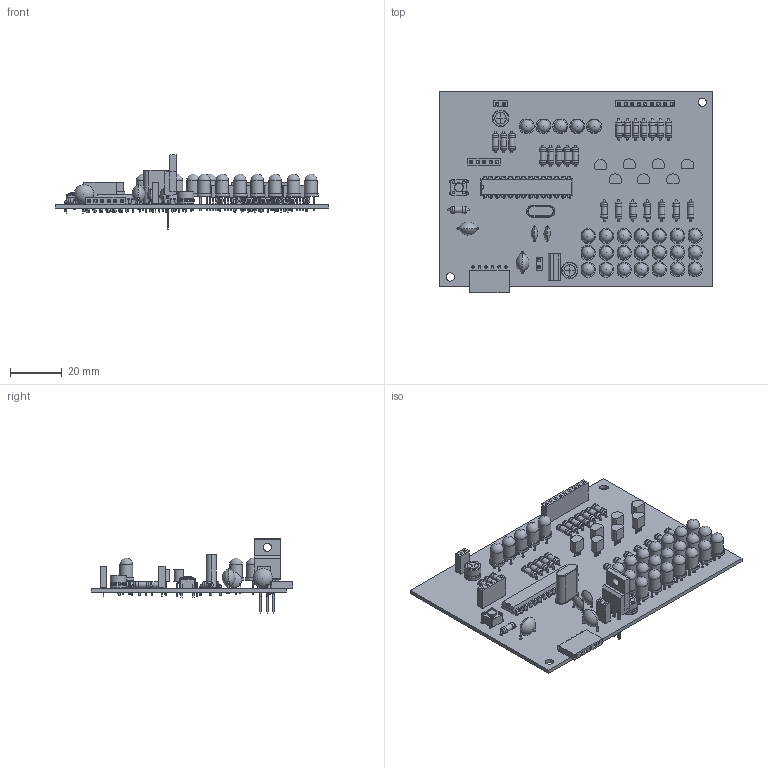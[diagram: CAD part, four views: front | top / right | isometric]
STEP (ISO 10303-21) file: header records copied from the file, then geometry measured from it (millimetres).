
FILE_DESCRIPTION(('KiCad electronic assembly'),'2;1');
FILE_NAME('Test_3.step','2025-06-22T21:24:44',('Pcbnew'),('Kicad'), 'Open CASCADE STEP processor 7.8','KiCad to STEP converter','Unknown' );
FILE_SCHEMA(('AUTOMOTIVE_DESIGN { 1 0 10303 214 1 1 1 1 }'));
Length unit declared in the file: millimetre
Products named in the file (16): Test_3 1; R_Axial_DIN0207_L6.3mm_D2.5mm_P7.62mm_Horizontal; TO-92_Inline; PinSocket_1x02_P2.54mm_Vertical; PinSocket_1x06_P2.54mm_Horizontal; LED_D5.0mm; C_Radial_D6.3mm_H5.0mm_P2.50mm; C_Disc_D7.5mm_W5.0mm_P7.50mm; TO-220F-3_Vertical; C_Disc_D6.0mm_W2.5mm_P5.00mm; Crystal_HC49-U_Vertical; PinSocket_1x05_P2.54mm_Vertical; SW_PUSH_6mm; DIP-28_W7.62mm; PinSocket_1x09_P2.54mm_Vertical; Test_3_PCB
Assembly tree (72 placements, depth 2):
  Test_3 1
    R_Axial_DIN0207_L6.3mm_D2.5mm_P7.62mm_Horizontal  x23
    TO-92_Inline  x7
    PinSocket_1x02_P2.54mm_Vertical  x2
    PinSocket_1x06_P2.54mm_Horizontal
    LED_D5.0mm  x26
    C_Radial_D6.3mm_H5.0mm_P2.50mm  x2
    C_Disc_D7.5mm_W5.0mm_P7.50mm  x2
    TO-220F-3_Vertical
    C_Disc_D6.0mm_W2.5mm_P5.00mm  x2
    Crystal_HC49-U_Vertical
    PinSocket_1x05_P2.54mm_Vertical
    SW_PUSH_6mm
    DIP-28_W7.62mm
    PinSocket_1x09_P2.54mm_Vertical
    Test_3_PCB
Bounding box: 105.7 x 77.91 x 28.85 mm (x, y, z)
Volume: 20920.6 mm3; surface area: 29754.8 mm2
Topology: 72 solids, 74 shells, 2567 faces, 6204 edges, 4007 vertices
Faces by surface type: plane 1853, cylinder 525, torus 99, bspline 44, sphere 34, revolution 12
Full cylindrical faces by diameter (mm): 0.5 x6, 0.6 x50, 0.7 x8, 0.75 x21, 0.8 x86, 0.9 x52, 1 x37, 2.25 x23, 2.5 x46, 3.18 x1, 3.2 x2, 3.5 x1, 4.41 x6, 4.9 x26, 6.3 x4
Entity records: 64980 total; most frequent: CARTESIAN_POINT 10392, ORIENTED_EDGE 8564, DIRECTION 8243, EDGE_CURVE 4282, LINE 3517, VECTOR 3517, VERTEX_POINT 2774, AXIS2_PLACEMENT_3D 2360
